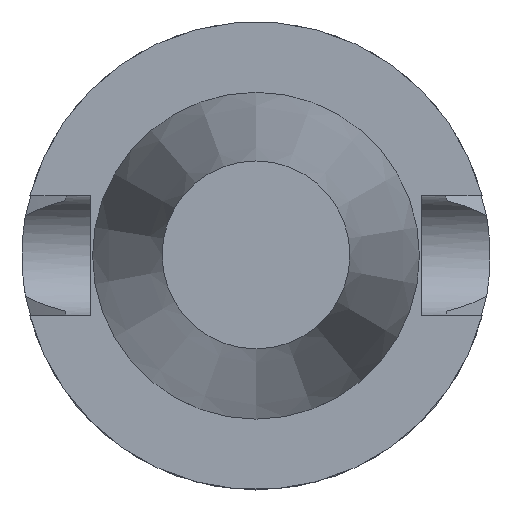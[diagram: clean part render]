
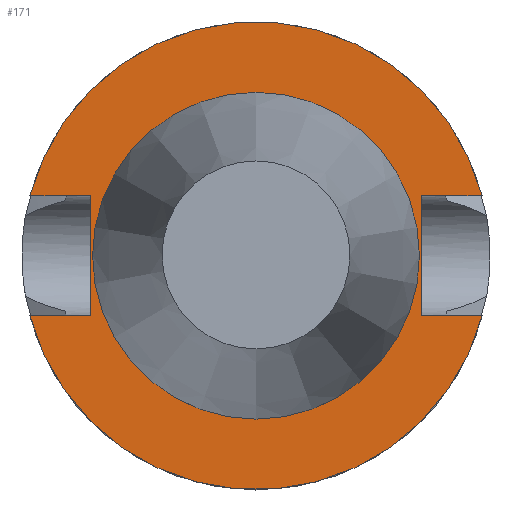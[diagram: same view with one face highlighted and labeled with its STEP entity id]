
A CAD part, top view. The second image highlights one B-rep face of the part: STEP entity #171.
In plain terms, the highlighted planar face has unit normal (0, 0, 1).
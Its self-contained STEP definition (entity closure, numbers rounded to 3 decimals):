
#138=EDGE_CURVE('240[2]',#377,#378,#379,.T.);
#143=EDGE_CURVE('240[2]',#374,#377,#385,.T.);
#147=EDGE_CURVE('240[2]',#391,#392,#393,.T.);
#165=EDGE_CURVE('240[2]',#419,#419,#420,.T.);
#171=ADVANCED_FACE('240[2]',(#426,#427),#428,.T.);
#196=EDGE_CURVE('240[2]',#467,#391,#468,.T.);
#230=EDGE_CURVE('240[2]',#378,#464,#515,.T.);
#253=EDGE_CURVE('240[2]',#498,#374,#542,.T.);
#274=EDGE_CURVE('240[2]',#464,#467,#568,.T.);
#287=EDGE_CURVE('240[2]',#392,#498,#587,.T.);
#374=VERTEX_POINT('',#686);
#377=VERTEX_POINT('',#691);
#378=VERTEX_POINT('',#692);
#379=LINE('',#693,#694);
#385=LINE('',#702,#703);
#391=VERTEX_POINT('',#711);
#392=VERTEX_POINT('',#712);
#393=LINE('',#713,#714);
#419=VERTEX_POINT('',#761);
#420=CIRCLE('',#762,34.925);
#426=FACE_OUTER_BOUND('',#769,.T.);
#427=FACE_BOUND('',#770,.T.);
#428=PLANE('',#771);
#464=VERTEX_POINT('',#845);
#467=VERTEX_POINT('',#850);
#468=LINE('',#851,#852);
#498=VERTEX_POINT('',#903);
#515=CIRCLE('',#927,50.);
#542=LINE('',#1004,#1005);
#568=LINE('',#1051,#1052);
#587=CIRCLE('',#1093,50.);
#686=CARTESIAN_POINT('',(-35.4,12.85,-1.5));
#691=CARTESIAN_POINT('',(-35.4,-12.85,-1.5));
#692=CARTESIAN_POINT('',(-48.321,-12.85,-1.5));
#693=CARTESIAN_POINT('',(-17.7,-12.85,-1.5));
#694=VECTOR('',#1372,1.0);
#702=CARTESIAN_POINT('',(-35.4,14.806,-1.5));
#703=VECTOR('',#1383,1.0);
#711=CARTESIAN_POINT('',(35.4,12.85,-1.5));
#712=CARTESIAN_POINT('',(48.321,12.85,-1.5));
#713=CARTESIAN_POINT('',(17.7,12.85,-1.5));
#714=VECTOR('',#1387,1.0);
#761=CARTESIAN_POINT('',(0.,34.925,-1.5));
#762=AXIS2_PLACEMENT_3D('',#1410,#1411,#1412);
#769=EDGE_LOOP('',(#1415,#1416,#1417,#1418,#1419,#1420,#1421,#1422));
#770=EDGE_LOOP('',(#1423));
#771=AXIS2_PLACEMENT_3D('',#1424,#1425,#1426);
#845=CARTESIAN_POINT('',(48.321,-12.85,-1.5));
#850=CARTESIAN_POINT('',(35.4,-12.85,-1.5));
#851=CARTESIAN_POINT('',(35.4,21.231,-1.5));
#852=VECTOR('',#1457,1.0);
#903=CARTESIAN_POINT('',(-48.321,12.85,-1.5));
#927=AXIS2_PLACEMENT_3D('',#1517,#1518,#1519);
#1004=CARTESIAN_POINT('',(-17.7,12.85,-1.5));
#1005=VECTOR('',#1550,1.0);
#1051=CARTESIAN_POINT('',(17.7,-12.85,-1.5));
#1052=VECTOR('',#1590,1.0);
#1093=AXIS2_PLACEMENT_3D('',#1610,#1611,#1612);
#1372=DIRECTION('',(-1.0,-0.0,0.));
#1383=DIRECTION('',(0.0,-1.0,0.));
#1387=DIRECTION('',(1.0,-0.0,0.));
#1410=CARTESIAN_POINT('',(0.,0.,-1.5));
#1411=DIRECTION('',(0.,0.,1.0));
#1412=DIRECTION('',(0.,1.0,0.));
#1415=ORIENTED_EDGE('',*,*,#138,.T.);
#1416=ORIENTED_EDGE('',*,*,#230,.T.);
#1417=ORIENTED_EDGE('',*,*,#274,.T.);
#1418=ORIENTED_EDGE('',*,*,#196,.T.);
#1419=ORIENTED_EDGE('',*,*,#147,.T.);
#1420=ORIENTED_EDGE('',*,*,#287,.T.);
#1421=ORIENTED_EDGE('',*,*,#253,.T.);
#1422=ORIENTED_EDGE('',*,*,#143,.T.);
#1423=ORIENTED_EDGE('',*,*,#165,.F.);
#1424=CARTESIAN_POINT('',(0.,42.463,-1.5));
#1425=DIRECTION('',(0.,0.,1.0));
#1426=DIRECTION('',(1.0,0.,0.0));
#1457=DIRECTION('',(0.0,1.0,0.));
#1517=CARTESIAN_POINT('',(0.,0.,-1.5));
#1518=DIRECTION('',(0.,0.,1.0));
#1519=DIRECTION('',(0.,1.0,0.));
#1550=DIRECTION('',(1.0,-0.0,0.));
#1590=DIRECTION('',(-1.0,-0.0,0.));
#1610=CARTESIAN_POINT('',(0.,0.,-1.5));
#1611=DIRECTION('',(0.,0.,1.0));
#1612=DIRECTION('',(0.,1.0,0.));
